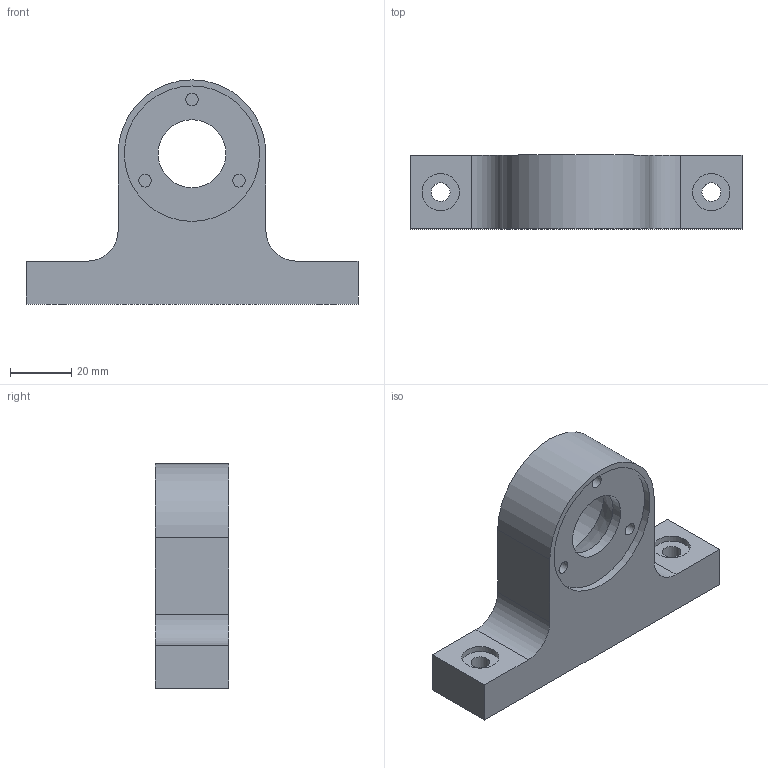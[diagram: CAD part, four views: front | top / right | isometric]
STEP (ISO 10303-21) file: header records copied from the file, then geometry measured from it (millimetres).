
FILE_DESCRIPTION(/* description */ ('STEP AP242','CAx-IF Rec.Pracs.---Representation and Presentation of Product Manufacturing Information (PMI)---4.0---2014-10-13','CAx-IF Rec.Pracs.---3D Tessellated Geometry---0.4---2014-09-14','2;1'),/* implementation_level */ '2;1');
FILE_NAME(/* name */ '65a0c6abf8c48951a29cbb6e',/* time_stamp */ '2024-01-12T04:57:15Z',/* author */ (''),/* organization */ (''),/* preprocessor_version */ 'ST-DEVELOPER v19.4',/* originating_system */ ' ',/* authorisation */ ' ');
FILE_SCHEMA (('AP242_MANAGED_MODEL_BASED_3D_ENGINEERING_MIM_LF { 1 0 10303 442 1 1 4 }'));
Length unit declared in the file: metre
Products named in the file (1): Part 1
Bounding box: 108.1 x 24 x 73.05 mm (x, y, z)
Volume: 77191.9 mm3; surface area: 19087.7 mm2
Topology: 1 solids, 1 shells, 40 faces, 84 edges, 56 vertices
Faces by surface type: plane 23, cylinder 15, cone 1, torus 1
Full cylindrical faces by diameter (mm): 4.05 x2, 4.1 x3, 6.1 x2, 12.1 x2, 22.1 x1, 35.15 x1, 44.1 x1
Entity records: 1026 total; most frequent: DIRECTION 182, CARTESIAN_POINT 163, ORIENTED_EDGE 136, AXIS2_PLACEMENT_3D 73, EDGE_LOOP 70, FACE_BOUND 70, EDGE_CURVE 68, VERTEX_POINT 54
